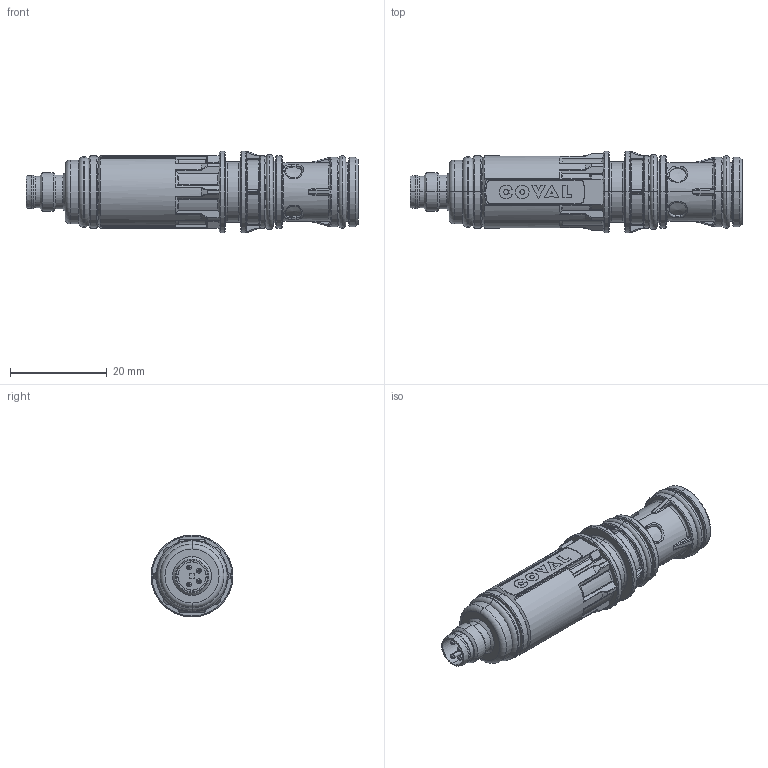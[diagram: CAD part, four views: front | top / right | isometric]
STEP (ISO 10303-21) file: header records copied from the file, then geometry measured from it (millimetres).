
FILE_DESCRIPTION(('STEP AP242'),'1');
FILE_NAME('coval_cbp300.stp','2020-06-01T20:05:36',('TraceParts'),('TraceParts S.A.'),'Spatial InterOp 3D',' ',' ');
FILE_SCHEMA(('AP242_MANAGED_MODEL_BASED_3D_ENGINEERING_MIM_LF {1 0 10303 442 1 1 4}'));
Length unit declared in the file: millimetre
Products named in the file (1): coval_cbp300_1
Bounding box: 68.62 x 16.9 x 16.9 mm (x, y, z)
Volume: 9198 mm3; surface area: 6011.8 mm2
Topology: 11 solids, 11 shells, 700 faces, 1773 edges, 1100 vertices
Faces by surface type: cylinder 262, plane 182, torus 86, cone 82, bspline 82, sphere 6
Entity records: 30070 total; most frequent: CARTESIAN_POINT 8286, ORIENTED_EDGE 3504, DIRECTION 3218, EDGE_CURVE 1752, AXIS2_PLACEMENT_3D 1291, VERTEX_POINT 1100, EDGE_LOOP 736, STYLED_ITEM 711
